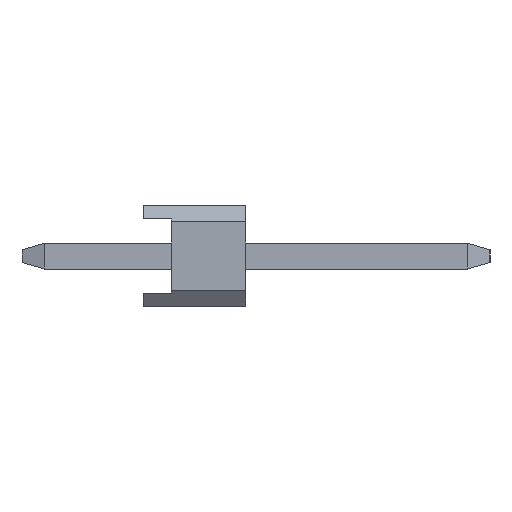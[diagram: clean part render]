
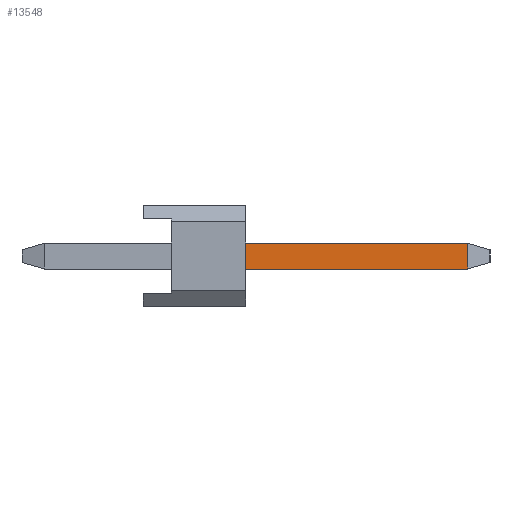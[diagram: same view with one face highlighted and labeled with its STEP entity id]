
A CAD part, left-side view. The second image highlights one B-rep face of the part: STEP entity #13548.
In plain terms, the highlighted planar face has unit normal (-1, 0, 0).
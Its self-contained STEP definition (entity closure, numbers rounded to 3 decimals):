
#6224=EDGE_CURVE('',#11694,#12230,#18257,.T.);
#6290=EDGE_CURVE('',#12230,#9240,#18332,.T.);
#9240=VERTEX_POINT('',#21549);
#11694=VERTEX_POINT('',#24253);
#12230=VERTEX_POINT('',#24880);
#12350=EDGE_CURVE('',#17530,#11694,#25016,.T.);
#13548=ADVANCED_FACE('',(#26358),#26359,.T.);
#16936=EDGE_CURVE('',#9240,#17530,#30083,.T.);
#17530=VERTEX_POINT('',#30741);
#18257=LINE('',#31617,#31618);
#18332=LINE('',#31726,#31727);
#21549=CARTESIAN_POINT('',(-48.58,-2.54,0.32));
#24253=CARTESIAN_POINT('',(-48.58,-8.054,-0.32));
#24880=CARTESIAN_POINT('',(-48.58,-2.54,-0.32));
#25016=LINE('',#41408,#41409);
#26358=FACE_OUTER_BOUND('',#43371,.T.);
#26359=PLANE('',#43372);
#30083=LINE('',#48741,#48742);
#30741=CARTESIAN_POINT('',(-48.58,-8.054,0.32));
#31617=CARTESIAN_POINT('',(-48.58,2.454,-0.32));
#31618=VECTOR('',#50680,1.0);
#31726=CARTESIAN_POINT('',(-48.58,-2.54,0.252));
#31727=VECTOR('',#50771,1.0);
#41408=CARTESIAN_POINT('',(-48.58,-8.054,0.5));
#41409=VECTOR('',#57562,1.0);
#43371=EDGE_LOOP('',(#59210,#59211,#59212,#59213));
#43372=AXIS2_PLACEMENT_3D('',#59214,#59215,#59216);
#48741=CARTESIAN_POINT('',(-48.58,-2.8,0.32));
#48742=VECTOR('',#62815,1.0);
#50680=DIRECTION('',(0.,1.0,0.));
#50771=DIRECTION('',(0.,0.,1.0));
#57562=DIRECTION('',(0.0,0.,-1.0));
#59210=ORIENTED_EDGE('',*,*,#6290,.F.);
#59211=ORIENTED_EDGE('',*,*,#6224,.F.);
#59212=ORIENTED_EDGE('',*,*,#12350,.F.);
#59213=ORIENTED_EDGE('',*,*,#16936,.F.);
#59214=CARTESIAN_POINT('',(-48.58,2.454,0.5));
#59215=DIRECTION('',(-1.0,0.,0.));
#59216=DIRECTION('',(0.,1.0,0.));
#62815=DIRECTION('',(0.,-1.0,0.));
